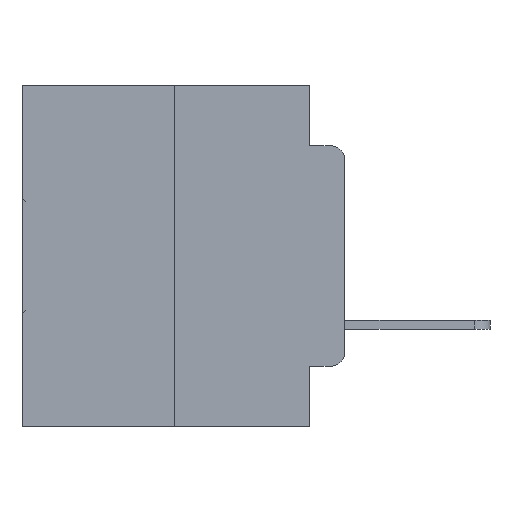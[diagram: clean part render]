
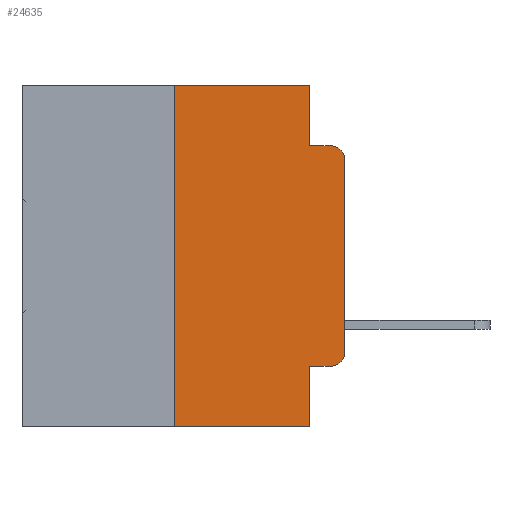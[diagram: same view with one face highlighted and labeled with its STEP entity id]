
A CAD part, left-side view. The second image highlights one B-rep face of the part: STEP entity #24635.
In plain terms, the highlighted planar face has unit normal (-1, 0, 0).
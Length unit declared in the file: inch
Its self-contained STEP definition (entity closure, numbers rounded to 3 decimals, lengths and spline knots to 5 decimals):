
#674 = ORIENTED_EDGE ( 'NONE', *, *, #15249, .F. ) ;
#933 = LINE ( 'NONE', #21844, #20473 ) ;
#1070 = DIRECTION ( 'NONE',  ( 0., 0., -1. ) ) ;
#2140 = VECTOR ( 'NONE', #10648, 39.37008 ) ;
#2632 = CARTESIAN_POINT ( 'NONE',  ( 0., 0.051, 0. ) ) ;
#3028 = VERTEX_POINT ( 'NONE', #3302 ) ;
#3302 = CARTESIAN_POINT ( 'NONE',  ( 0., 0.02, -0.4115 ) ) ;
#3614 = DIRECTION ( 'NONE',  ( 0., -1., 0. ) ) ;
#4037 = ORIENTED_EDGE ( 'NONE', *, *, #4204, .F. ) ;
#4196 = VERTEX_POINT ( 'NONE', #29339 ) ;
#4204 = EDGE_CURVE ( 'NONE', #17066, #4725, #5984, .T. ) ;
#4581 = DIRECTION ( 'NONE',  ( 0., 0., 1. ) ) ;
#4725 = VERTEX_POINT ( 'NONE', #2632 ) ;
#5832 = VERTEX_POINT ( 'NONE', #25842 ) ;
#5875 = FACE_OUTER_BOUND ( 'NONE', #12376, .T. ) ;
#5984 = LINE ( 'NONE', #31630, #30971 ) ;
#6126 = ORIENTED_EDGE ( 'NONE', *, *, #15199, .T. ) ;
#6358 = CARTESIAN_POINT ( 'NONE',  ( 0., 0.473, 0. ) ) ;
#6791 = VERTEX_POINT ( 'NONE', #16602 ) ;
#7482 = DIRECTION ( 'NONE',  ( -1., 0., 0. ) ) ;
#8606 = CARTESIAN_POINT ( 'NONE',  ( 0., 0.051, 0. ) ) ;
#8935 = DIRECTION ( 'NONE',  ( 0., -1., 0. ) ) ;
#10215 = VERTEX_POINT ( 'NONE', #16165 ) ;
#10648 = DIRECTION ( 'NONE',  ( 0., 0., 1. ) ) ;
#11196 = LINE ( 'NONE', #18913, #16290 ) ;
#12042 = AXIS2_PLACEMENT_3D ( 'NONE', #22275, #7482, #24638 ) ;
#12376 = EDGE_LOOP ( 'NONE', ( #23522, #6126, #674, #27889, #4037, #25385, #28248, #15760, #18838, #27942 ) ) ;
#12807 = LINE ( 'NONE', #8606, #30925 ) ;
#13355 = EDGE_CURVE ( 'NONE', #19025, #10215, #28167, .T. ) ;
#14755 = CARTESIAN_POINT ( 'NONE',  ( 0., 0.25, -0.5 ) ) ;
#15146 = EDGE_CURVE ( 'NONE', #4196, #5832, #17178, .T. ) ;
#15199 = EDGE_CURVE ( 'NONE', #5832, #22681, #21230, .T. ) ;
#15249 = EDGE_CURVE ( 'NONE', #6791, #22681, #19767, .T. ) ;
#15360 = DIRECTION ( 'NONE',  ( -1., 0., 0. ) ) ;
#15540 = EDGE_CURVE ( 'NONE', #4725, #6791, #933, .T. ) ;
#15760 = ORIENTED_EDGE ( 'NONE', *, *, #16146, .F. ) ;
#16056 = EDGE_CURVE ( 'NONE', #19025, #17066, #22263, .T. ) ;
#16146 = EDGE_CURVE ( 'NONE', #16842, #10215, #12807, .T. ) ;
#16165 = CARTESIAN_POINT ( 'NONE',  ( 0., 0.051, -0.5 ) ) ;
#16203 = EDGE_CURVE ( 'NONE', #16842, #3028, #11196, .T. ) ;
#16290 = VECTOR ( 'NONE', #8935, 39.37008 ) ;
#16384 = EDGE_CURVE ( 'NONE', #3028, #4196, #22237, .T. ) ;
#16602 = CARTESIAN_POINT ( 'NONE',  ( 0., 0.051, -0.0885 ) ) ;
#16607 = DIRECTION ( 'NONE',  ( 1., 0., 0. ) ) ;
#16842 = VERTEX_POINT ( 'NONE', #26918 ) ;
#17066 = VERTEX_POINT ( 'NONE', #23233 ) ;
#17178 = LINE ( 'NONE', #17344, #21965 ) ;
#17344 = CARTESIAN_POINT ( 'NONE',  ( 0., 0., 0. ) ) ;
#17853 = AXIS2_PLACEMENT_3D ( 'NONE', #6358, #16607, #1070 ) ;
#18703 = DIRECTION ( 'NONE',  ( 0., 0., -1. ) ) ;
#18838 = ORIENTED_EDGE ( 'NONE', *, *, #16203, .T. ) ;
#18913 = CARTESIAN_POINT ( 'NONE',  ( 0., 0.051, -0.4115 ) ) ;
#19025 = VERTEX_POINT ( 'NONE', #14755 ) ;
#19767 = LINE ( 'NONE', #22910, #25277 ) ;
#20087 = DIRECTION ( 'NONE',  ( 0., -1., 0. ) ) ;
#20437 = CARTESIAN_POINT ( 'NONE',  ( 0., 0.25, 0. ) ) ;
#20473 = VECTOR ( 'NONE', #24208, 39.37008 ) ;
#21222 = CARTESIAN_POINT ( 'NONE',  ( 0., 0.473, -0.5 ) ) ;
#21230 = CIRCLE ( 'NONE', #12042, 0.02 ) ;
#21844 = CARTESIAN_POINT ( 'NONE',  ( 0., 0.051, 0. ) ) ;
#21965 = VECTOR ( 'NONE', #4581, 39.37008 ) ;
#22237 = CIRCLE ( 'NONE', #27302, 0.02 ) ;
#22263 = LINE ( 'NONE', #20437, #2140 ) ;
#22275 = CARTESIAN_POINT ( 'NONE',  ( 0., 0.02, -0.1085 ) ) ;
#22681 = VERTEX_POINT ( 'NONE', #23514 ) ;
#22910 = CARTESIAN_POINT ( 'NONE',  ( 0., 0.051, -0.0885 ) ) ;
#23233 = CARTESIAN_POINT ( 'NONE',  ( 0., 0.25, 0. ) ) ;
#23514 = CARTESIAN_POINT ( 'NONE',  ( 0., 0.02, -0.0885 ) ) ;
#23522 = ORIENTED_EDGE ( 'NONE', *, *, #15146, .T. ) ;
#23645 = PLANE ( 'NONE',  #17853 ) ;
#24208 = DIRECTION ( 'NONE',  ( 0., 0., -1. ) ) ;
#24635 = ADVANCED_FACE ( 'NONE', ( #5875 ), #23645, .F. ) ;
#24638 = DIRECTION ( 'NONE',  ( 0., 0., -1. ) ) ;
#25266 = DIRECTION ( 'NONE',  ( 0., -1., 0. ) ) ;
#25277 = VECTOR ( 'NONE', #25266, 39.37008 ) ;
#25385 = ORIENTED_EDGE ( 'NONE', *, *, #16056, .F. ) ;
#25842 = CARTESIAN_POINT ( 'NONE',  ( 0., 0., -0.1085 ) ) ;
#26918 = CARTESIAN_POINT ( 'NONE',  ( 0., 0.051, -0.4115 ) ) ;
#27302 = AXIS2_PLACEMENT_3D ( 'NONE', #29454, #15360, #31746 ) ;
#27454 = VECTOR ( 'NONE', #3614, 39.37008 ) ;
#27889 = ORIENTED_EDGE ( 'NONE', *, *, #15540, .F. ) ;
#27942 = ORIENTED_EDGE ( 'NONE', *, *, #16384, .T. ) ;
#28167 = LINE ( 'NONE', #21222, #27454 ) ;
#28248 = ORIENTED_EDGE ( 'NONE', *, *, #13355, .T. ) ;
#29339 = CARTESIAN_POINT ( 'NONE',  ( 0., 0., -0.3915 ) ) ;
#29454 = CARTESIAN_POINT ( 'NONE',  ( 0., 0.02, -0.3915 ) ) ;
#30925 = VECTOR ( 'NONE', #18703, 39.37008 ) ;
#30971 = VECTOR ( 'NONE', #20087, 39.37008 ) ;
#31630 = CARTESIAN_POINT ( 'NONE',  ( 0., 0.473, 0. ) ) ;
#31746 = DIRECTION ( 'NONE',  ( 0., 0., -1. ) ) ;
